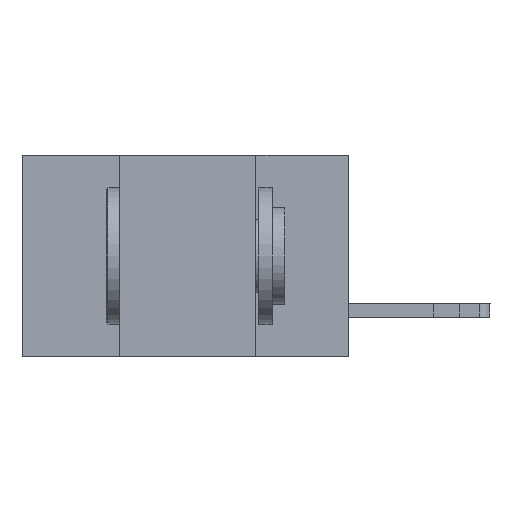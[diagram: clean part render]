
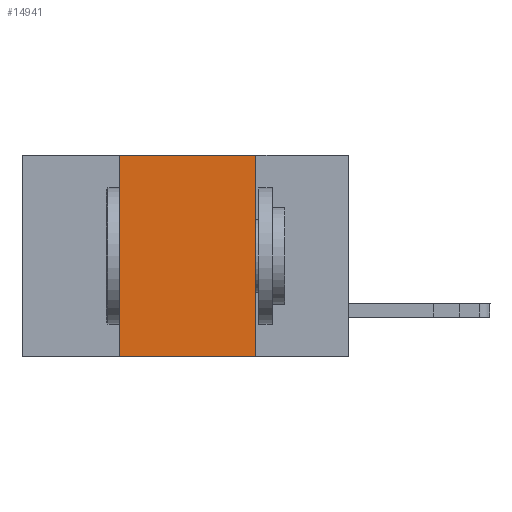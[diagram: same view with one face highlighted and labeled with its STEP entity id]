
A CAD part, left-side view. The second image highlights one B-rep face of the part: STEP entity #14941.
In plain terms, the highlighted planar face has unit normal (-1, 0, 0).
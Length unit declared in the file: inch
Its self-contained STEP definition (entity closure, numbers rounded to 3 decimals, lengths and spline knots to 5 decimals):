
#204 = CARTESIAN_POINT ( 'NONE',  ( 0., 0.17, 0. ) ) ;
#264 = VECTOR ( 'NONE', #12194, 39.37008 ) ;
#737 = CARTESIAN_POINT ( 'NONE',  ( 0., 0.6, -0.37 ) ) ;
#741 = EDGE_CURVE ( 'NONE', #3301, #13641, #12251, .T. ) ;
#764 = PLANE ( 'NONE',  #3685 ) ;
#1027 = VECTOR ( 'NONE', #5164, 39.37008 ) ;
#1129 = VERTEX_POINT ( 'NONE', #8722 ) ;
#1735 = ORIENTED_EDGE ( 'NONE', *, *, #8125, .T. ) ;
#1815 = DIRECTION ( 'NONE',  ( 1., 0., 0. ) ) ;
#2184 = CARTESIAN_POINT ( 'NONE',  ( 0., 0.42, 0. ) ) ;
#2382 = VERTEX_POINT ( 'NONE', #2456 ) ;
#2456 = CARTESIAN_POINT ( 'NONE',  ( 0., 0.42, -0.37 ) ) ;
#2739 = ORIENTED_EDGE ( 'NONE', *, *, #8344, .F. ) ;
#2746 = CARTESIAN_POINT ( 'NONE',  ( 0., 0.17, 0. ) ) ;
#3169 = LINE ( 'NONE', #737, #5685 ) ;
#3301 = VERTEX_POINT ( 'NONE', #8685 ) ;
#3685 = AXIS2_PLACEMENT_3D ( 'NONE', #15408, #1815, #8264 ) ;
#3688 = CARTESIAN_POINT ( 'NONE',  ( 0., 0.6, 0. ) ) ;
#3716 = LINE ( 'NONE', #2184, #264 ) ;
#4493 = ORIENTED_EDGE ( 'NONE', *, *, #741, .F. ) ;
#5164 = DIRECTION ( 'NONE',  ( 0., 0., -1. ) ) ;
#5685 = VECTOR ( 'NONE', #13098, 39.37008 ) ;
#6542 = ORIENTED_EDGE ( 'NONE', *, *, #8230, .F. ) ;
#8125 = EDGE_CURVE ( 'NONE', #2382, #1129, #3169, .T. ) ;
#8230 = EDGE_CURVE ( 'NONE', #2382, #3301, #3716, .T. ) ;
#8264 = DIRECTION ( 'NONE',  ( 0., 0., -1. ) ) ;
#8344 = EDGE_CURVE ( 'NONE', #13641, #1129, #10084, .T. ) ;
#8685 = CARTESIAN_POINT ( 'NONE',  ( 0., 0.42, 0. ) ) ;
#8722 = CARTESIAN_POINT ( 'NONE',  ( 0., 0.17, -0.37 ) ) ;
#10084 = LINE ( 'NONE', #2746, #1027 ) ;
#10796 = DIRECTION ( 'NONE',  ( 0., -1., 0. ) ) ;
#10889 = EDGE_LOOP ( 'NONE', ( #2739, #4493, #6542, #1735 ) ) ;
#12194 = DIRECTION ( 'NONE',  ( 0., 0., 1. ) ) ;
#12251 = LINE ( 'NONE', #3688, #14923 ) ;
#13048 = FACE_OUTER_BOUND ( 'NONE', #10889, .T. ) ;
#13098 = DIRECTION ( 'NONE',  ( 0., -1., 0. ) ) ;
#13641 = VERTEX_POINT ( 'NONE', #204 ) ;
#14923 = VECTOR ( 'NONE', #10796, 39.37008 ) ;
#14941 = ADVANCED_FACE ( 'NONE', ( #13048 ), #764, .F. ) ;
#15408 = CARTESIAN_POINT ( 'NONE',  ( 0., 0.6, 0. ) ) ;
